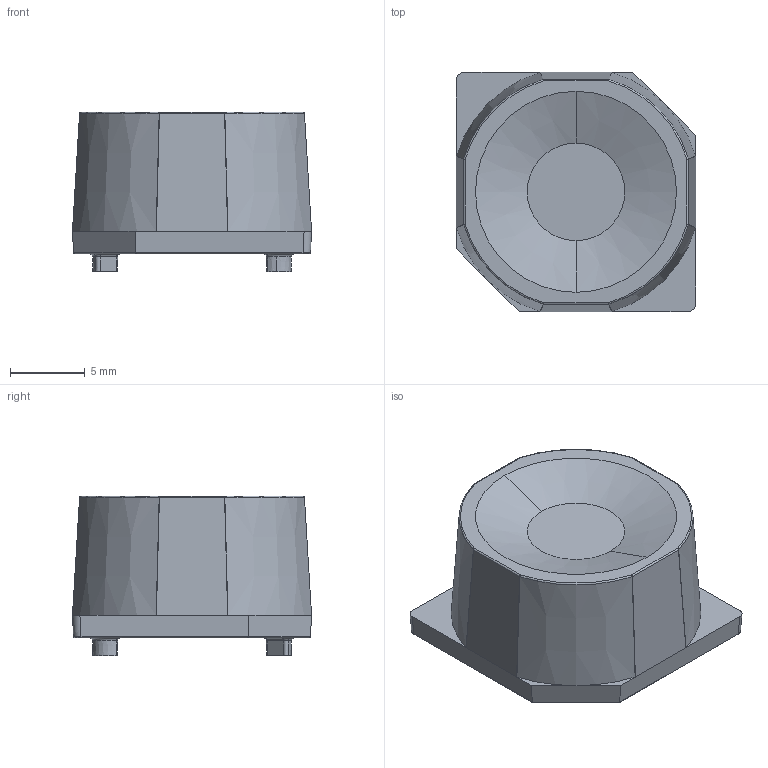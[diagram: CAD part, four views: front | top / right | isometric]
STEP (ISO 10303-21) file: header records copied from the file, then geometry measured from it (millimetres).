
FILE_DESCRIPTION (( 'STEP AP203' ), '1' );
FILE_NAME ('ÀÌÒ-ART-16õ16-3535-40 Ãàáàðèòíàÿ ìîäåëü.STEP', '2023-02-02T14:25:51', ( 'Usr' ), ( '' ), 'SwSTEP 2.0', 'SolidWorks 2019', '' );
FILE_SCHEMA (( 'CONFIG_CONTROL_DESIGN' ));
Length unit declared in the file: millimetre
Products named in the file (1): ÀÌÒ-ART-16õ16-3535-40  Ãàáàðèòíàÿ ìîäåëü
Bounding box: 16 x 16 x 10.68 mm (x, y, z)
Volume: 1173.7 mm3; surface area: 1410.8 mm2
Topology: 1 solids, 1 shells, 101 faces, 222 edges, 118 vertices
Faces by surface type: bspline 36, plane 24, cone 20, cylinder 14, torus 7
Entity records: 3197 total; most frequent: CARTESIAN_POINT 1226, ORIENTED_EDGE 424, DIRECTION 344, EDGE_CURVE 212, AXIS2_PLACEMENT_3D 140, VERTEX_POINT 118, EDGE_LOOP 106, ADVANCED_FACE 101
